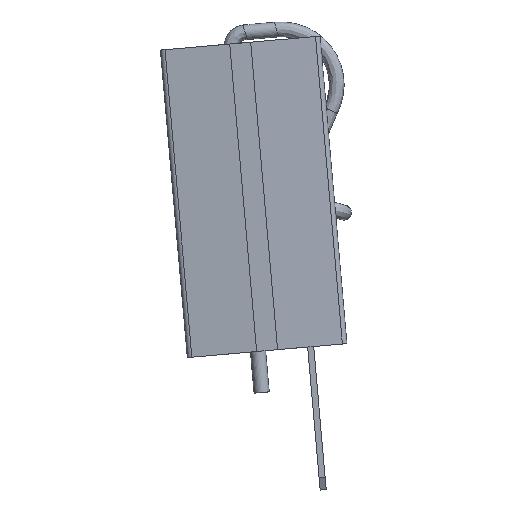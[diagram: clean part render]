
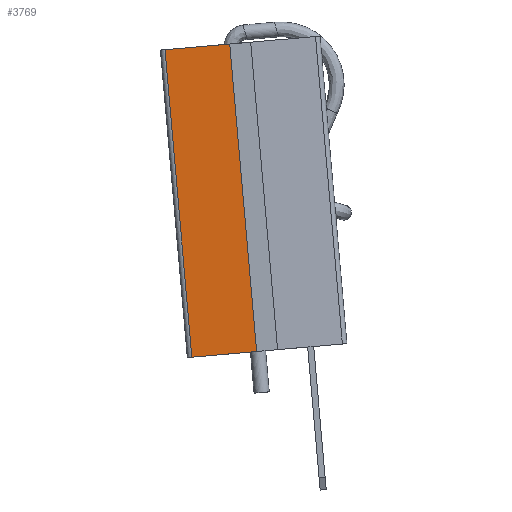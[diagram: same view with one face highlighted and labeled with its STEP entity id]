
A CAD part, left-side view. The second image highlights one B-rep face of the part: STEP entity #3769.
In plain terms, the highlighted face is planar.
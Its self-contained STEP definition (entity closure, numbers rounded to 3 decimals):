
#288=PLANE('',#4056);
#424=FACE_OUTER_BOUND('',#629,.T.);
#629=EDGE_LOOP('',(#2790,#2791,#2792,#2793));
#786=LINE('',#5290,#1137);
#897=LINE('',#5617,#1248);
#898=LINE('',#5619,#1249);
#899=LINE('',#5620,#1250);
#1137=VECTOR('',#4284,1000.);
#1248=VECTOR('',#4609,1000.);
#1249=VECTOR('',#4610,1000.);
#1250=VECTOR('',#4611,1000.);
#1656=VERTEX_POINT('',#5284);
#1658=VERTEX_POINT('',#5288);
#1767=VERTEX_POINT('',#5616);
#1768=VERTEX_POINT('',#5618);
#2018=EDGE_CURVE('',#1656,#1658,#786,.T.);
#2181=EDGE_CURVE('',#1658,#1767,#897,.T.);
#2182=EDGE_CURVE('',#1768,#1767,#898,.T.);
#2183=EDGE_CURVE('',#1656,#1768,#899,.T.);
#2790=ORIENTED_EDGE('',*,*,#2181,.T.);
#2791=ORIENTED_EDGE('',*,*,#2182,.F.);
#2792=ORIENTED_EDGE('',*,*,#2183,.F.);
#2793=ORIENTED_EDGE('',*,*,#2018,.T.);
#3769=ADVANCED_FACE('',(#424),#288,.F.);
#4056=AXIS2_PLACEMENT_3D('',#5615,#4607,#4608);
#4284=DIRECTION('',(0.,-1.,0.));
#4607=DIRECTION('center_axis',(0.999,0.,0.052));
#4608=DIRECTION('ref_axis',(0.052,0.,-0.999));
#4609=DIRECTION('',(-0.052,0.,0.999));
#4610=DIRECTION('',(0.,-1.,0.));
#4611=DIRECTION('',(-0.052,0.,0.999));
#5284=CARTESIAN_POINT('',(-11.22,30.5,-8.504));
#5288=CARTESIAN_POINT('',(-11.22,0.,-8.504));
#5290=CARTESIAN_POINT('',(-11.22,30.5,-8.504));
#5615=CARTESIAN_POINT('Origin',(-11.22,30.5,-8.504));
#5616=CARTESIAN_POINT('',(-11.557,0.,-2.077));
#5617=CARTESIAN_POINT('',(-11.22,0.,-8.504));
#5618=CARTESIAN_POINT('',(-11.557,30.5,-2.077));
#5619=CARTESIAN_POINT('',(-11.557,30.5,-2.077));
#5620=CARTESIAN_POINT('',(-11.22,30.5,-8.504));
